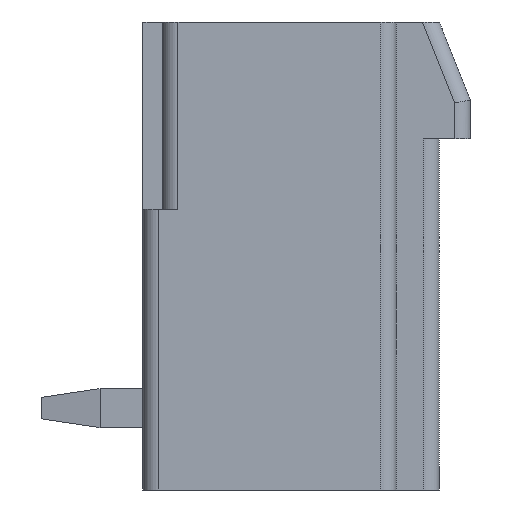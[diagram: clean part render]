
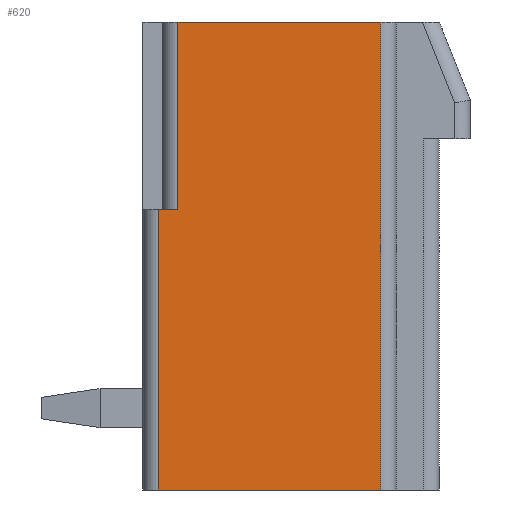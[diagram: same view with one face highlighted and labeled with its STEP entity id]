
A CAD part, left-side view. The second image highlights one B-rep face of the part: STEP entity #620.
In plain terms, the highlighted planar face has unit normal (-1, 0, 0).
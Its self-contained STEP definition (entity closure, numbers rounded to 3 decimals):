
#620 = ADVANCED_FACE( '', ( #1233 ), #1234, .T. );
#1233 = FACE_OUTER_BOUND( '', #1839, .T. );
#1234 = PLANE( '', #1840 );
#1839 = EDGE_LOOP( '', ( #3383, #3384, #3385, #3386, #3387, #3388 ) );
#1840 = AXIS2_PLACEMENT_3D( '', #3389, #3390, #3391 );
#3383 = ORIENTED_EDGE( '', *, *, #4278, .T. );
#3384 = ORIENTED_EDGE( '', *, *, #4279, .T. );
#3385 = ORIENTED_EDGE( '', *, *, #3888, .F. );
#3386 = ORIENTED_EDGE( '', *, *, #3885, .T. );
#3387 = ORIENTED_EDGE( '', *, *, #3786, .T. );
#3388 = ORIENTED_EDGE( '', *, *, #4009, .T. );
#3389 = CARTESIAN_POINT( '', ( -3.68, 0., 0. ) );
#3390 = DIRECTION( '', ( -1., 0., 0. ) );
#3391 = DIRECTION( '', ( 0., 0., 1. ) );
#3786 = EDGE_CURVE( '', #4570, #4571, #4572, .T. );
#3885 = EDGE_CURVE( '', #4725, #4570, #4727, .T. );
#3888 = EDGE_CURVE( '', #4725, #4730, #4731, .T. );
#4009 = EDGE_CURVE( '', #4571, #4915, #4917, .T. );
#4278 = EDGE_CURVE( '', #4915, #5275, #5276, .T. );
#4279 = EDGE_CURVE( '', #5275, #4730, #5277, .T. );
#4570 = VERTEX_POINT( '', #5676 );
#4571 = VERTEX_POINT( '', #5677 );
#4572 = LINE( '', #5678, #5679 );
#4725 = VERTEX_POINT( '', #5881 );
#4727 = LINE( '', #5883, #5884 );
#4730 = VERTEX_POINT( '', #5887 );
#4731 = LINE( '', #5888, #5889 );
#4915 = VERTEX_POINT( '', #6155 );
#4917 = LINE( '', #6157, #6158 );
#5275 = VERTEX_POINT( '', #6669 );
#5276 = LINE( '', #6670, #6671 );
#5277 = LINE( '', #6672, #6673 );
#5676 = CARTESIAN_POINT( '', ( -3.68, 8., 0. ) );
#5677 = CARTESIAN_POINT( '', ( -3.68, 2.3, 0. ) );
#5678 = CARTESIAN_POINT( '', ( -3.68, 7.9, 0. ) );
#5679 = VECTOR( '', #6861, 1000. );
#5881 = CARTESIAN_POINT( '', ( -3.68, 8., 7.2 ) );
#5883 = CARTESIAN_POINT( '', ( -3.68, 8., 0. ) );
#5884 = VECTOR( '', #6992, 1000. );
#5887 = CARTESIAN_POINT( '', ( -3.68, 7.5, 7.2 ) );
#5888 = CARTESIAN_POINT( '', ( -3.68, 8.4, 7.2 ) );
#5889 = VECTOR( '', #6993, 1000. );
#6155 = CARTESIAN_POINT( '', ( -3.68, 2.3, 12. ) );
#6157 = CARTESIAN_POINT( '', ( -3.68, 2.3, 12. ) );
#6158 = VECTOR( '', #7106, 1000. );
#6669 = CARTESIAN_POINT( '', ( -3.68, 7.5, 12. ) );
#6670 = CARTESIAN_POINT( '', ( -3.68, 1.9, 12. ) );
#6671 = VECTOR( '', #7353, 1000. );
#6672 = CARTESIAN_POINT( '', ( -3.68, 7.5, 0. ) );
#6673 = VECTOR( '', #7354, 1000. );
#6861 = DIRECTION( '', ( 0., -1., 0. ) );
#6992 = DIRECTION( '', ( 0., 0., -1. ) );
#6993 = DIRECTION( '', ( 0., -1., 0. ) );
#7106 = DIRECTION( '', ( 0., 0., 1. ) );
#7353 = DIRECTION( '', ( 0., 1., 0. ) );
#7354 = DIRECTION( '', ( 0., 0., -1. ) );
